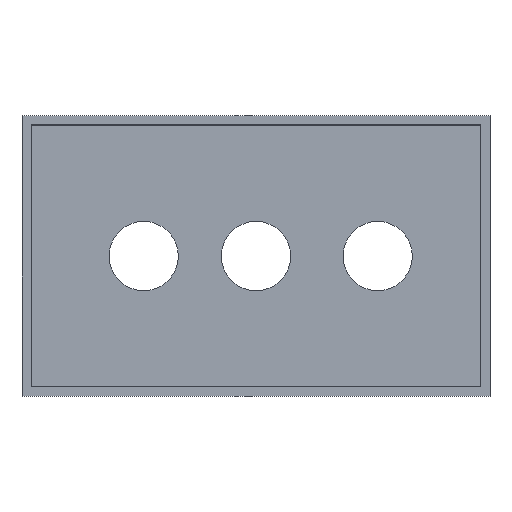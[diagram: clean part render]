
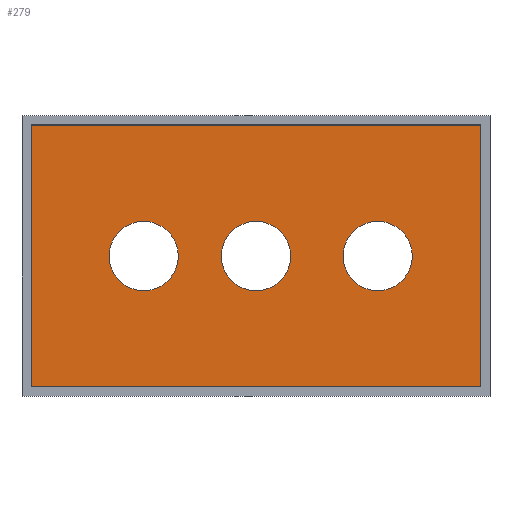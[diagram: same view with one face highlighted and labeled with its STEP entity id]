
A CAD part, top view. The second image highlights one B-rep face of the part: STEP entity #279.
In plain terms, the highlighted planar face has unit normal (0, 0, 1).
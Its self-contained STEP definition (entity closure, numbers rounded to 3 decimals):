
#16=FACE_BOUND('',#61,.T.);
#17=FACE_BOUND('',#62,.T.);
#18=FACE_BOUND('',#63,.T.);
#31=PLANE('',#322);
#45=FACE_OUTER_BOUND('',#60,.T.);
#60=EDGE_LOOP('',(#247,#248,#249,#250));
#61=EDGE_LOOP('',(#251));
#62=EDGE_LOOP('',(#252));
#63=EDGE_LOOP('',(#253,#254));
#71=LINE('',#427,#98);
#75=LINE('',#435,#102);
#78=LINE('',#441,#105);
#81=LINE('',#446,#108);
#98=VECTOR('',#355,10.);
#102=VECTOR('',#361,10.);
#105=VECTOR('',#366,10.);
#108=VECTOR('',#371,10.);
#124=CIRCLE('',#304,18.5);
#127=CIRCLE('',#308,18.5);
#128=CIRCLE('',#310,18.5);
#129=CIRCLE('',#311,18.5);
#133=VERTEX_POINT('',#405);
#136=VERTEX_POINT('',#413);
#137=VERTEX_POINT('',#417);
#138=VERTEX_POINT('',#418);
#140=VERTEX_POINT('',#425);
#141=VERTEX_POINT('',#426);
#144=VERTEX_POINT('',#434);
#146=VERTEX_POINT('',#440);
#159=EDGE_CURVE('',#133,#133,#124,.T.);
#163=EDGE_CURVE('',#136,#136,#127,.T.);
#164=EDGE_CURVE('',#137,#138,#128,.T.);
#165=EDGE_CURVE('',#138,#137,#129,.T.);
#168=EDGE_CURVE('',#140,#141,#71,.T.);
#172=EDGE_CURVE('',#141,#144,#75,.T.);
#175=EDGE_CURVE('',#144,#146,#78,.T.);
#178=EDGE_CURVE('',#146,#140,#81,.T.);
#247=ORIENTED_EDGE('',*,*,#168,.T.);
#248=ORIENTED_EDGE('',*,*,#172,.T.);
#249=ORIENTED_EDGE('',*,*,#175,.T.);
#250=ORIENTED_EDGE('',*,*,#178,.T.);
#251=ORIENTED_EDGE('',*,*,#159,.T.);
#252=ORIENTED_EDGE('',*,*,#163,.T.);
#253=ORIENTED_EDGE('',*,*,#164,.T.);
#254=ORIENTED_EDGE('',*,*,#165,.T.);
#279=ADVANCED_FACE('',(#45,#16,#17,#18),#31,.T.);
#304=AXIS2_PLACEMENT_3D('',#407,#333,#334);
#308=AXIS2_PLACEMENT_3D('',#415,#342,#343);
#310=AXIS2_PLACEMENT_3D('',#419,#346,#347);
#311=AXIS2_PLACEMENT_3D('',#420,#348,#349);
#322=AXIS2_PLACEMENT_3D('',#473,#395,#396);
#333=DIRECTION('center_axis',(0.,0.,-1.));
#334=DIRECTION('ref_axis',(-1.,0.,0.));
#342=DIRECTION('center_axis',(0.,0.,-1.));
#343=DIRECTION('ref_axis',(-1.,0.,0.));
#346=DIRECTION('center_axis',(0.,0.,-1.));
#347=DIRECTION('ref_axis',(1.,0.,0.));
#348=DIRECTION('center_axis',(0.,0.,-1.));
#349=DIRECTION('ref_axis',(1.,0.,0.));
#355=DIRECTION('',(0.,-1.,0.));
#361=DIRECTION('',(1.,0.,0.));
#366=DIRECTION('',(0.,1.,0.));
#371=DIRECTION('',(-1.,0.,0.));
#395=DIRECTION('center_axis',(0.,0.,1.));
#396=DIRECTION('ref_axis',(1.,0.,0.));
#405=CARTESIAN_POINT('',(-41.5,0.,5.));
#407=CARTESIAN_POINT('Origin',(-60.,0.,5.));
#413=CARTESIAN_POINT('',(83.5,0.,5.));
#415=CARTESIAN_POINT('Origin',(65.,0.,5.));
#417=CARTESIAN_POINT('',(18.5,0.,5.));
#418=CARTESIAN_POINT('',(-18.5,0.,5.));
#419=CARTESIAN_POINT('Origin',(0.,0.,5.));
#420=CARTESIAN_POINT('Origin',(0.,0.,5.));
#425=CARTESIAN_POINT('',(-120.,70.,5.));
#426=CARTESIAN_POINT('',(-120.,-70.,5.));
#427=CARTESIAN_POINT('',(-120.,-35.,5.));
#434=CARTESIAN_POINT('',(120.,-70.,5.));
#435=CARTESIAN_POINT('',(60.,-70.,5.));
#440=CARTESIAN_POINT('',(120.,70.,5.));
#441=CARTESIAN_POINT('',(120.,35.,5.));
#446=CARTESIAN_POINT('',(-60.,70.,5.));
#473=CARTESIAN_POINT('Origin',(0.,0.,5.));
